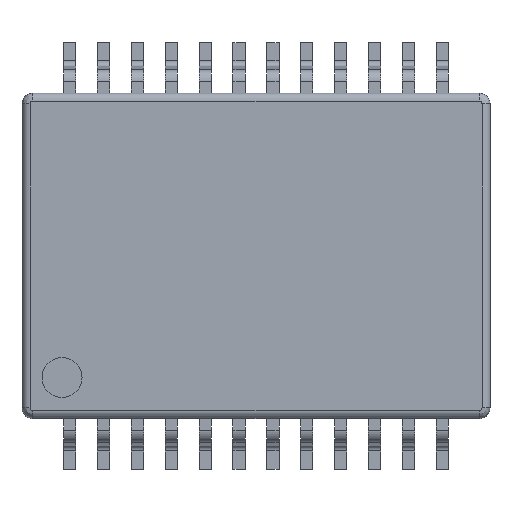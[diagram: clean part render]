
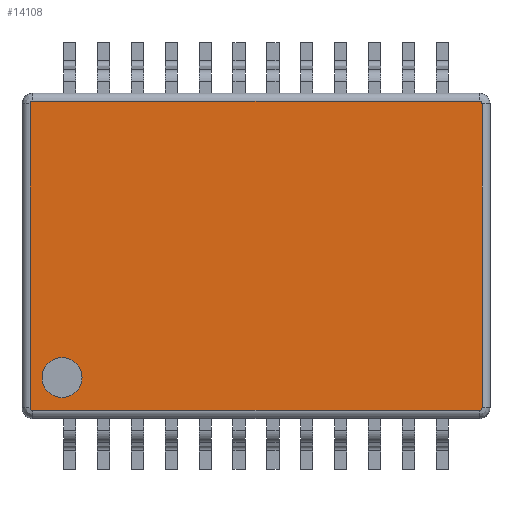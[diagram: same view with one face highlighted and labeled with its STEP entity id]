
A CAD part, top view. The second image highlights one B-rep face of the part: STEP entity #14108.
In plain terms, the highlighted planar face has unit normal (0, 0, 1).
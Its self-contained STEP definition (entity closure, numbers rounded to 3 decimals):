
#2927=CARTESIAN_POINT('',(-8.375,5.7,4.6));
#2928=DIRECTION('',(0.,0.,1.));
#2929=DIRECTION('',(0.,1.,0.));
#2930=AXIS2_PLACEMENT_3D('',#2927,#2928,#2929);
#2932=DIRECTION('',(-1.,0.,0.));
#2933=VECTOR('',#2932,16.75);
#2934=CARTESIAN_POINT('',(8.375,5.8,4.6));
#2935=LINE('',#2934,#2933);
#2936=CARTESIAN_POINT('',(8.375,5.7,4.6));
#2937=DIRECTION('',(0.,0.,1.));
#2938=DIRECTION('',(1.,0.,0.));
#2939=AXIS2_PLACEMENT_3D('',#2936,#2937,#2938);
#2941=DIRECTION('',(0.,1.,0.));
#2942=VECTOR('',#2941,11.4);
#2943=CARTESIAN_POINT('',(8.475,-5.7,4.6));
#2944=LINE('',#2943,#2942);
#2945=CARTESIAN_POINT('',(8.375,-5.7,4.6));
#2946=DIRECTION('',(0.,0.,1.));
#2947=DIRECTION('',(0.,-1.,0.));
#2948=AXIS2_PLACEMENT_3D('',#2945,#2946,#2947);
#2950=DIRECTION('',(1.,0.,0.));
#2951=VECTOR('',#2950,16.75);
#2952=CARTESIAN_POINT('',(-8.375,-5.8,4.6));
#2953=LINE('',#2952,#2951);
#2954=CARTESIAN_POINT('',(-8.375,-5.7,4.6));
#2955=DIRECTION('',(0.,0.,1.));
#2956=DIRECTION('',(-1.,0.,0.));
#2957=AXIS2_PLACEMENT_3D('',#2954,#2955,#2956);
#2959=DIRECTION('',(0.,-1.,0.));
#2960=VECTOR('',#2959,11.4);
#2961=CARTESIAN_POINT('',(-8.475,5.7,4.6));
#2962=LINE('',#2961,#2960);
#2963=CARTESIAN_POINT('',(-7.275,-4.57,4.6));
#2964=DIRECTION('',(0.,0.,1.));
#2965=DIRECTION('',(0.,1.,0.));
#2966=AXIS2_PLACEMENT_3D('',#2963,#2964,#2965);
#2968=CARTESIAN_POINT('',(-7.275,-4.57,4.6));
#2969=DIRECTION('',(0.,0.,1.));
#2970=DIRECTION('',(0.,-1.,0.));
#2971=AXIS2_PLACEMENT_3D('',#2968,#2969,#2970);
#10321=CARTESIAN_POINT('',(-8.375,5.8,4.6));
#10322=VERTEX_POINT('',#10321);
#10323=CARTESIAN_POINT('',(-8.475,5.7,4.6));
#10324=VERTEX_POINT('',#10323);
#10333=CARTESIAN_POINT('',(8.475,5.7,4.6));
#10334=VERTEX_POINT('',#10333);
#10335=CARTESIAN_POINT('',(8.375,5.8,4.6));
#10336=VERTEX_POINT('',#10335);
#10345=CARTESIAN_POINT('',(8.375,-5.8,4.6));
#10346=VERTEX_POINT('',#10345);
#10347=CARTESIAN_POINT('',(8.475,-5.7,4.6));
#10348=VERTEX_POINT('',#10347);
#10357=CARTESIAN_POINT('',(-8.475,-5.7,4.6));
#10358=VERTEX_POINT('',#10357);
#10359=CARTESIAN_POINT('',(-8.375,-5.8,4.6));
#10360=VERTEX_POINT('',#10359);
#10365=CARTESIAN_POINT('',(-7.275,-3.82,4.6));
#10366=CARTESIAN_POINT('',(-7.275,-5.32,4.6));
#10367=VERTEX_POINT('',#10365);
#10368=VERTEX_POINT('',#10366);
#14087=CARTESIAN_POINT('',(0.,0.,4.6));
#14088=DIRECTION('',(0.,0.,1.));
#14089=DIRECTION('',(1.,0.,0.));
#14090=AXIS2_PLACEMENT_3D('',#14087,#14088,#14089);
#14091=PLANE('',#14090);
#14092=ORIENTED_EDGE('',*,*,#13961,.F.);
#14093=ORIENTED_EDGE('',*,*,#13977,.F.);
#14094=ORIENTED_EDGE('',*,*,#14001,.F.);
#14095=ORIENTED_EDGE('',*,*,#14017,.F.);
#14096=ORIENTED_EDGE('',*,*,#14041,.F.);
#14097=ORIENTED_EDGE('',*,*,#14057,.F.);
#14098=ORIENTED_EDGE('',*,*,#14080,.F.);
#14099=ORIENTED_EDGE('',*,*,#13934,.F.);
#14100=EDGE_LOOP('',(#14092,#14093,#14094,#14095,#14096,#14097,#14098,#14099));
#14101=FACE_OUTER_BOUND('',#14100,.F.);
#14103=ORIENTED_EDGE('',*,*,#14102,.T.);
#14105=ORIENTED_EDGE('',*,*,#14104,.T.);
#14106=EDGE_LOOP('',(#14103,#14105));
#14107=FACE_BOUND('',#14106,.F.);
#14108=ADVANCED_FACE('',(#14101,#14107),#14091,.T.);
#2931=CIRCLE('',#2930,0.1);
#2940=CIRCLE('',#2939,0.1);
#2949=CIRCLE('',#2948,0.1);
#2958=CIRCLE('',#2957,0.1);
#2967=CIRCLE('',#2966,0.75);
#2972=CIRCLE('',#2971,0.75);
#13934=EDGE_CURVE('',#10324,#10358,#2962,.T.);
#13961=EDGE_CURVE('',#10322,#10324,#2931,.T.);
#13977=EDGE_CURVE('',#10336,#10322,#2935,.T.);
#14001=EDGE_CURVE('',#10334,#10336,#2940,.T.);
#14017=EDGE_CURVE('',#10348,#10334,#2944,.T.);
#14041=EDGE_CURVE('',#10346,#10348,#2949,.T.);
#14057=EDGE_CURVE('',#10360,#10346,#2953,.T.);
#14080=EDGE_CURVE('',#10358,#10360,#2958,.T.);
#14102=EDGE_CURVE('',#10367,#10368,#2967,.T.);
#14104=EDGE_CURVE('',#10368,#10367,#2972,.T.);
